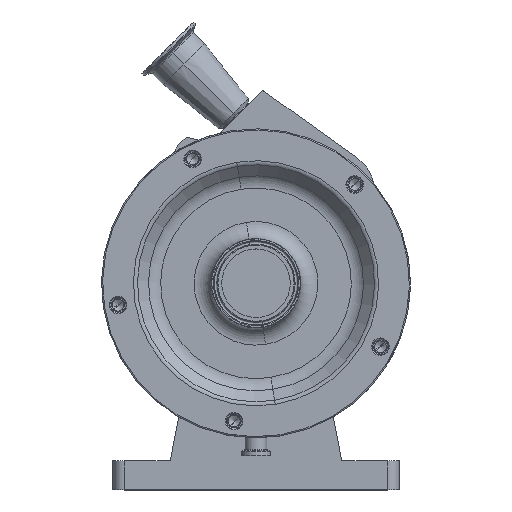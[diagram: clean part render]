
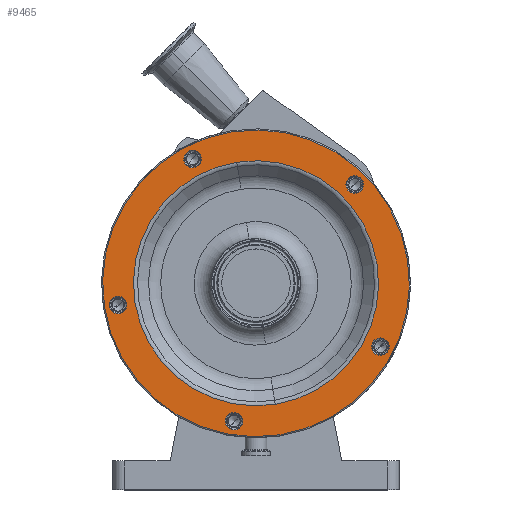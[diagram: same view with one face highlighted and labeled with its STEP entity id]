
A CAD part, top view. The second image highlights one B-rep face of the part: STEP entity #9465.
In plain terms, the highlighted planar face has unit normal (0, 0, 1).
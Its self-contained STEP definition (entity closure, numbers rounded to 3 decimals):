
#94 = CARTESIAN_POINT ( 'NONE',  ( -132.35, -20.962, 209.5 ) ) ;
#117 = CARTESIAN_POINT ( 'NONE',  ( 16.75, -105.753, 209.5 ) ) ;
#162 = VERTEX_POINT ( 'NONE', #2338 ) ;
#176 = VERTEX_POINT ( 'NONE', #491 ) ;
#189 = CARTESIAN_POINT ( 'NONE',  ( 108.703, -55.387, 209.5 ) ) ;
#232 = ORIENTED_EDGE ( 'NONE', *, *, #2459, .T. ) ;
#343 = CIRCLE ( 'NONE', #7439, 107.071 ) ;
#363 = AXIS2_PLACEMENT_3D ( 'NONE', #592, #5421, #9431 ) ;
#388 = EDGE_CURVE ( 'NONE', #1281, #3773, #7804, .T. ) ;
#491 = CARTESIAN_POINT ( 'NONE',  ( -121.694, -11.535, 209.5 ) ) ;
#592 = CARTESIAN_POINT ( 'NONE',  ( 0., 0., 209.5 ) ) ;
#705 = DIRECTION ( 'NONE',  ( 0., 0., -1. ) ) ;
#895 = EDGE_LOOP ( 'NONE', ( #11229, #10252 ) ) ;
#899 = DIRECTION ( 'NONE',  ( 0., 0., -1. ) ) ;
#972 = EDGE_LOOP ( 'NONE', ( #4983, #1914 ) ) ;
#1105 = FACE_BOUND ( 'NONE', #2137, .T. ) ;
#1177 = CIRCLE ( 'NONE', #363, 107.071 ) ;
#1281 = VERTEX_POINT ( 'NONE', #11047 ) ;
#1381 = EDGE_CURVE ( 'NONE', #176, #10403, #10335, .T. ) ;
#1495 = CARTESIAN_POINT ( 'NONE',  ( -16.75, 105.753, 209.5 ) ) ;
#1553 = AXIS2_PLACEMENT_3D ( 'NONE', #10056, #10179, #3409 ) ;
#1667 = ORIENTED_EDGE ( 'NONE', *, *, #6923, .T. ) ;
#1678 = EDGE_CURVE ( 'NONE', #10341, #5893, #10344, .T. ) ;
#1739 = CARTESIAN_POINT ( 'NONE',  ( -55.387, 108.703, 209.5 ) ) ;
#1785 = EDGE_CURVE ( 'NONE', #4004, #9843, #6520, .T. ) ;
#1793 = ORIENTED_EDGE ( 'NONE', *, *, #11992, .F. ) ;
#1863 = CIRCLE ( 'NONE', #9778, 7.644 ) ;
#1864 = EDGE_LOOP ( 'NONE', ( #5018, #2917 ) ) ;
#1914 = ORIENTED_EDGE ( 'NONE', *, *, #4034, .T. ) ;
#2039 = ORIENTED_EDGE ( 'NONE', *, *, #388, .T. ) ;
#2137 = EDGE_LOOP ( 'NONE', ( #5476, #1667 ) ) ;
#2200 = EDGE_CURVE ( 'NONE', #9843, #4004, #4106, .T. ) ;
#2338 = CARTESIAN_POINT ( 'NONE',  ( 109.899, -62.936, 209.5 ) ) ;
#2346 = VERTEX_POINT ( 'NONE', #117 ) ;
#2459 = EDGE_CURVE ( 'NONE', #3773, #1281, #1863, .T. ) ;
#2487 = DIRECTION ( 'NONE',  ( 0., 0., -1. ) ) ;
#2539 = CIRCLE ( 'NONE', #3978, 7.644 ) ;
#2543 = CARTESIAN_POINT ( 'NONE',  ( 107.507, -47.837, 209.5 ) ) ;
#2764 = CIRCLE ( 'NONE', #11875, 134. ) ;
#2792 = DIRECTION ( 'NONE',  ( 0.156, -0.988, 0. ) ) ;
#2828 = CARTESIAN_POINT ( 'NONE',  ( 85.071, 93.817, 209.5 ) ) ;
#2832 = DIRECTION ( 'NONE',  ( 0., 0., -1. ) ) ;
#2899 = CARTESIAN_POINT ( 'NONE',  ( 0., 0., 209.5 ) ) ;
#2917 = ORIENTED_EDGE ( 'NONE', *, *, #1785, .T. ) ;
#2954 = CARTESIAN_POINT ( 'NONE',  ( 0., 0., 209.5 ) ) ;
#3146 = DIRECTION ( 'NONE',  ( 0.156, -0.988, 0. ) ) ;
#3189 = FACE_BOUND ( 'NONE', #972, .T. ) ;
#3409 = DIRECTION ( 'NONE',  ( 0.156, -0.988, 0. ) ) ;
#3427 = AXIS2_PLACEMENT_3D ( 'NONE', #3557, #705, #4570 ) ;
#3557 = CARTESIAN_POINT ( 'NONE',  ( 108.703, -55.387, 209.5 ) ) ;
#3687 = CARTESIAN_POINT ( 'NONE',  ( -120.498, -19.085, 209.5 ) ) ;
#3773 = VERTEX_POINT ( 'NONE', #6780 ) ;
#3777 = DIRECTION ( 'NONE',  ( 0., 0., -1. ) ) ;
#3935 = ORIENTED_EDGE ( 'NONE', *, *, #1678, .T. ) ;
#3951 = AXIS2_PLACEMENT_3D ( 'NONE', #6479, #5526, #4452 ) ;
#3978 = AXIS2_PLACEMENT_3D ( 'NONE', #12213, #5245, #9383 ) ;
#4004 = VERTEX_POINT ( 'NONE', #5776 ) ;
#4034 = EDGE_CURVE ( 'NONE', #162, #8673, #8307, .T. ) ;
#4106 = CIRCLE ( 'NONE', #5930, 7.644 ) ;
#4152 = FACE_OUTER_BOUND ( 'NONE', #6723, .T. ) ;
#4250 = DIRECTION ( 'NONE',  ( 0., 0., -1. ) ) ;
#4452 = DIRECTION ( 'NONE',  ( 0.156, -0.988, 0. ) ) ;
#4570 = DIRECTION ( 'NONE',  ( 0.156, -0.988, 0. ) ) ;
#4671 = DIRECTION ( 'NONE',  ( 0.156, -0.988, 0. ) ) ;
#4681 = AXIS2_PLACEMENT_3D ( 'NONE', #5021, #7118, #5265 ) ;
#4729 = DIRECTION ( 'NONE',  ( 0.156, -0.988, 0. ) ) ;
#4886 = AXIS2_PLACEMENT_3D ( 'NONE', #3687, #2487, #10216 ) ;
#4983 = ORIENTED_EDGE ( 'NONE', *, *, #5572, .T. ) ;
#5018 = ORIENTED_EDGE ( 'NONE', *, *, #2200, .T. ) ;
#5021 = CARTESIAN_POINT ( 'NONE',  ( 86.267, 86.267, 209.5 ) ) ;
#5152 = FACE_BOUND ( 'NONE', #895, .T. ) ;
#5245 = DIRECTION ( 'NONE',  ( 0., 0., -1. ) ) ;
#5265 = DIRECTION ( 'NONE',  ( 0.156, -0.988, 0. ) ) ;
#5421 = DIRECTION ( 'NONE',  ( 0., 0., -1. ) ) ;
#5476 = ORIENTED_EDGE ( 'NONE', *, *, #7281, .T. ) ;
#5526 = DIRECTION ( 'NONE',  ( 0., 0., -1. ) ) ;
#5572 = EDGE_CURVE ( 'NONE', #8673, #162, #9901, .T. ) ;
#5681 = CIRCLE ( 'NONE', #8938, 134. ) ;
#5692 = DIRECTION ( 'NONE',  ( 0.156, -0.988, 0. ) ) ;
#5776 = CARTESIAN_POINT ( 'NONE',  ( -54.191, 101.153, 209.5 ) ) ;
#5812 = CARTESIAN_POINT ( 'NONE',  ( 87.463, 78.717, 209.5 ) ) ;
#5893 = VERTEX_POINT ( 'NONE', #5812 ) ;
#5930 = AXIS2_PLACEMENT_3D ( 'NONE', #1739, #3777, #4729 ) ;
#6049 = DIRECTION ( 'NONE',  ( 0., 0., -1. ) ) ;
#6106 = PLANE ( 'NONE',  #6321 ) ;
#6131 = CARTESIAN_POINT ( 'NONE',  ( -119.302, -26.635, 209.5 ) ) ;
#6153 = DIRECTION ( 'NONE',  ( 0.156, -0.988, 0. ) ) ;
#6193 = EDGE_CURVE ( 'NONE', #10403, #176, #7042, .T. ) ;
#6261 = ORIENTED_EDGE ( 'NONE', *, *, #10849, .T. ) ;
#6321 = AXIS2_PLACEMENT_3D ( 'NONE', #94, #6049, #8093 ) ;
#6479 = CARTESIAN_POINT ( 'NONE',  ( -19.085, -120.498, 209.5 ) ) ;
#6520 = CIRCLE ( 'NONE', #7140, 7.644 ) ;
#6682 = CARTESIAN_POINT ( 'NONE',  ( -19.085, -120.498, 209.5 ) ) ;
#6723 = EDGE_LOOP ( 'NONE', ( #1793, #9720 ) ) ;
#6780 = CARTESIAN_POINT ( 'NONE',  ( -20.281, -112.948, 209.5 ) ) ;
#6865 = DIRECTION ( 'NONE',  ( 0.156, -0.988, 0. ) ) ;
#6923 = EDGE_CURVE ( 'NONE', #9074, #2346, #343, .T. ) ;
#6947 = VERTEX_POINT ( 'NONE', #8749 ) ;
#7042 = CIRCLE ( 'NONE', #1553, 7.644 ) ;
#7118 = DIRECTION ( 'NONE',  ( 0., 0., -1. ) ) ;
#7140 = AXIS2_PLACEMENT_3D ( 'NONE', #8501, #2832, #5692 ) ;
#7281 = EDGE_CURVE ( 'NONE', #2346, #9074, #1177, .T. ) ;
#7439 = AXIS2_PLACEMENT_3D ( 'NONE', #2899, #10751, #4671 ) ;
#7630 = CARTESIAN_POINT ( 'NONE',  ( 0., 0., 209.5 ) ) ;
#7804 = CIRCLE ( 'NONE', #3951, 7.644 ) ;
#7961 = FACE_BOUND ( 'NONE', #1864, .T. ) ;
#8031 = EDGE_LOOP ( 'NONE', ( #3935, #6261 ) ) ;
#8093 = DIRECTION ( 'NONE',  ( 0.156, -0.988, 0. ) ) ;
#8307 = CIRCLE ( 'NONE', #10505, 7.644 ) ;
#8501 = CARTESIAN_POINT ( 'NONE',  ( -55.387, 108.703, 209.5 ) ) ;
#8673 = VERTEX_POINT ( 'NONE', #2543 ) ;
#8720 = DIRECTION ( 'NONE',  ( 0., 0., -1. ) ) ;
#8723 = VERTEX_POINT ( 'NONE', #12050 ) ;
#8749 = CARTESIAN_POINT ( 'NONE',  ( -20.962, 132.35, 209.5 ) ) ;
#8793 = FACE_BOUND ( 'NONE', #11723, .T. ) ;
#8938 = AXIS2_PLACEMENT_3D ( 'NONE', #7630, #899, #2792 ) ;
#9074 = VERTEX_POINT ( 'NONE', #1495 ) ;
#9383 = DIRECTION ( 'NONE',  ( 0.156, -0.988, 0. ) ) ;
#9431 = DIRECTION ( 'NONE',  ( 0.156, -0.988, 0. ) ) ;
#9465 = ADVANCED_FACE ( 'NONE', ( #7961, #9795, #3189, #8793, #5152, #4152, #1105 ), #6106, .F. ) ;
#9720 = ORIENTED_EDGE ( 'NONE', *, *, #11303, .F. ) ;
#9778 = AXIS2_PLACEMENT_3D ( 'NONE', #6682, #8720, #6865 ) ;
#9795 = FACE_BOUND ( 'NONE', #8031, .T. ) ;
#9843 = VERTEX_POINT ( 'NONE', #10575 ) ;
#9901 = CIRCLE ( 'NONE', #3427, 7.644 ) ;
#10056 = CARTESIAN_POINT ( 'NONE',  ( -120.498, -19.085, 209.5 ) ) ;
#10179 = DIRECTION ( 'NONE',  ( 0., 0., -1. ) ) ;
#10216 = DIRECTION ( 'NONE',  ( 0.156, -0.988, 0. ) ) ;
#10252 = ORIENTED_EDGE ( 'NONE', *, *, #6193, .T. ) ;
#10335 = CIRCLE ( 'NONE', #4886, 7.644 ) ;
#10341 = VERTEX_POINT ( 'NONE', #2828 ) ;
#10344 = CIRCLE ( 'NONE', #4681, 7.644 ) ;
#10403 = VERTEX_POINT ( 'NONE', #6131 ) ;
#10505 = AXIS2_PLACEMENT_3D ( 'NONE', #189, #4250, #6153 ) ;
#10575 = CARTESIAN_POINT ( 'NONE',  ( -56.583, 116.252, 209.5 ) ) ;
#10751 = DIRECTION ( 'NONE',  ( 0., 0., -1. ) ) ;
#10849 = EDGE_CURVE ( 'NONE', #5893, #10341, #2539, .T. ) ;
#11047 = CARTESIAN_POINT ( 'NONE',  ( -17.889, -128.048, 209.5 ) ) ;
#11229 = ORIENTED_EDGE ( 'NONE', *, *, #1381, .T. ) ;
#11303 = EDGE_CURVE ( 'NONE', #6947, #8723, #2764, .T. ) ;
#11723 = EDGE_LOOP ( 'NONE', ( #232, #2039 ) ) ;
#11821 = DIRECTION ( 'NONE',  ( 0., 0., -1. ) ) ;
#11875 = AXIS2_PLACEMENT_3D ( 'NONE', #2954, #11821, #3146 ) ;
#11992 = EDGE_CURVE ( 'NONE', #8723, #6947, #5681, .T. ) ;
#12050 = CARTESIAN_POINT ( 'NONE',  ( 20.962, -132.35, 209.5 ) ) ;
#12213 = CARTESIAN_POINT ( 'NONE',  ( 86.267, 86.267, 209.5 ) ) ;
